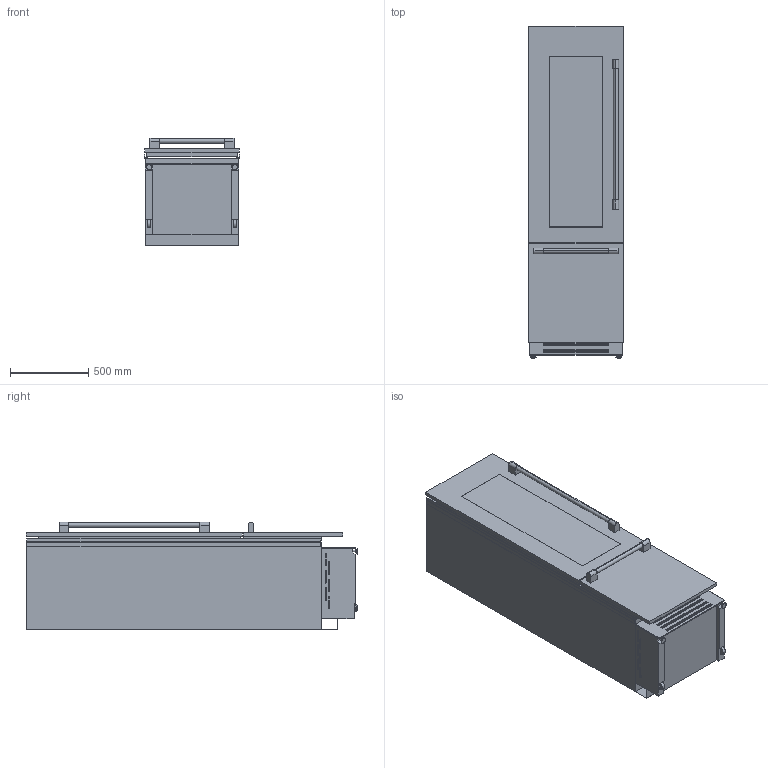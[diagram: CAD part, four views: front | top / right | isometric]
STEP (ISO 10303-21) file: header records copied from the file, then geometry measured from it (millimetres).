
FILE_DESCRIPTION (( 'STEP AP214' ), '1' );
FILE_NAME ('RS_60_1T_W_3.STEP', '2024-08-30T11:51:21', ( '' ), ( '' ), 'SwSTEP 2.0', 'SolidWorks 2017', '' );
FILE_SCHEMA (( 'AUTOMOTIVE_DESIGN' ));
Length unit declared in the file: millimetre
Products named in the file (1): RS_60_1T_W_3
Bounding box: 608 x 2120 x 687.5 mm (x, y, z)
Volume: 738300295.1 mm3; surface area: 9460108.9 mm2
Topology: 7 solids, 7 shells, 366 faces, 925 edges, 608 vertices
Faces by surface type: plane 262, cylinder 88, torus 12, cone 4
Entity records: 11037 total; most frequent: CARTESIAN_POINT 1900, DIRECTION 1863, ORIENTED_EDGE 1850, EDGE_CURVE 925, LINE 721, VECTOR 721, VERTEX_POINT 608, AXIS2_PLACEMENT_3D 571
